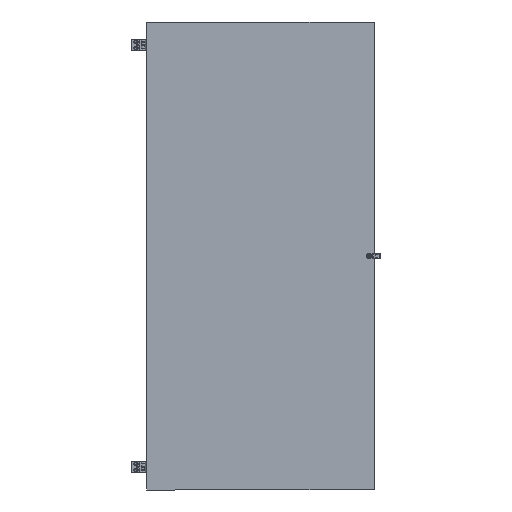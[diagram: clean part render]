
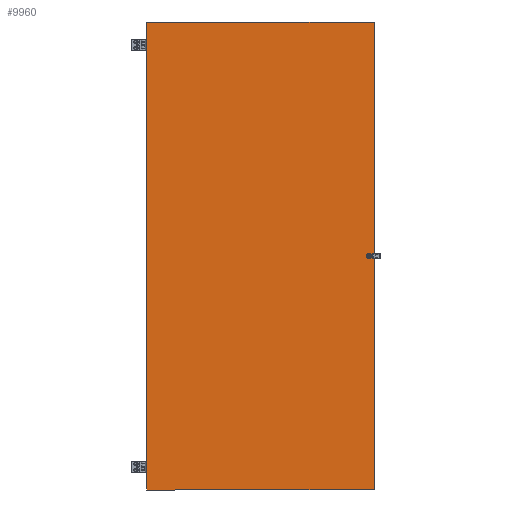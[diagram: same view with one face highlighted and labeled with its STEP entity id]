
A CAD part, front view. The second image highlights one B-rep face of the part: STEP entity #9960.
In plain terms, the highlighted face is planar.
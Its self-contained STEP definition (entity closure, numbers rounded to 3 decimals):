
#1253=FACE_OUTER_BOUND('',#1850,.T.);
#1850=EDGE_LOOP('',(#6673,#6674,#6675,#6676));
#2502=LINE('',#15147,#3353);
#2505=LINE('',#15152,#3356);
#2507=LINE('',#15156,#3358);
#2509=LINE('',#15159,#3360);
#3353=VECTOR('',#12096,10.);
#3356=VECTOR('',#12101,10.);
#3358=VECTOR('',#12105,10.);
#3360=VECTOR('',#12109,10.);
#4204=VERTEX_POINT('',#15145);
#4205=VERTEX_POINT('',#15146);
#4206=VERTEX_POINT('',#15151);
#4207=VERTEX_POINT('',#15155);
#5156=EDGE_CURVE('',#4204,#4205,#2502,.T.);
#5159=EDGE_CURVE('',#4205,#4206,#2505,.T.);
#5161=EDGE_CURVE('',#4206,#4207,#2507,.T.);
#5163=EDGE_CURVE('',#4207,#4204,#2509,.T.);
#6673=ORIENTED_EDGE('',*,*,#5156,.F.);
#6674=ORIENTED_EDGE('',*,*,#5163,.F.);
#6675=ORIENTED_EDGE('',*,*,#5161,.F.);
#6676=ORIENTED_EDGE('',*,*,#5159,.F.);
#9660=PLANE('',#10992);
#9960=ADVANCED_FACE('',(#1253),#9660,.T.);
#10992=AXIS2_PLACEMENT_3D('',#15160,#12110,#12111);
#12096=DIRECTION('',(0.,-1.,0.));
#12101=DIRECTION('',(-1.,0.,0.));
#12105=DIRECTION('',(0.,1.,0.));
#12109=DIRECTION('',(1.,0.,0.));
#12110=DIRECTION('center_axis',(0.,0.,1.));
#12111=DIRECTION('ref_axis',(1.,0.,0.));
#15145=CARTESIAN_POINT('',(973.5,473.5,17.));
#15146=CARTESIAN_POINT('',(973.5,-473.5,17.));
#15147=CARTESIAN_POINT('',(973.5,473.5,17.));
#15151=CARTESIAN_POINT('',(-973.5,-473.5,17.));
#15152=CARTESIAN_POINT('',(973.5,-473.5,17.));
#15155=CARTESIAN_POINT('',(-973.5,473.5,17.));
#15156=CARTESIAN_POINT('',(-973.5,-473.5,17.));
#15159=CARTESIAN_POINT('',(-973.5,473.5,17.));
#15160=CARTESIAN_POINT('Origin',(0.,0.,
17.));
